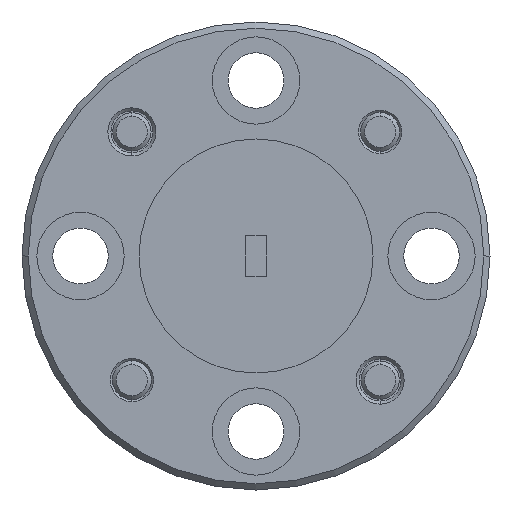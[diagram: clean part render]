
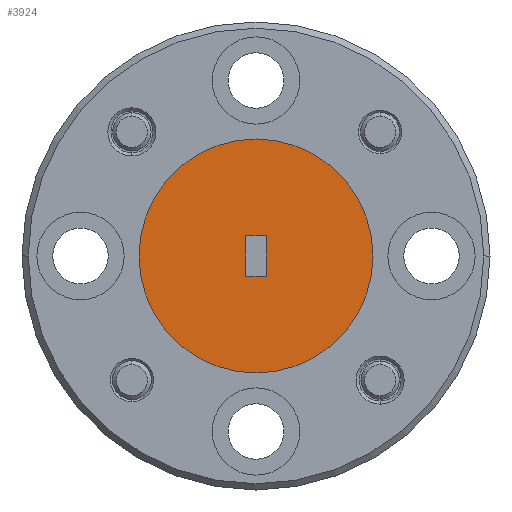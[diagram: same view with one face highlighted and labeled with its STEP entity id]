
A CAD part, left-side view. The second image highlights one B-rep face of the part: STEP entity #3924.
In plain terms, the highlighted planar face has unit normal (-1, 0, 0).
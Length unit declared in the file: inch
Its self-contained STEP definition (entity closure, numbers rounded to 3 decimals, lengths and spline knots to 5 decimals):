
#84 = DIRECTION ( 'NONE',  ( 1., 0., 0. ) ) ;
#270 = ORIENTED_EDGE ( 'NONE', *, *, #3505, .F. ) ;
#359 = EDGE_CURVE ( 'NONE', #1150, #3667, #3896, .T. ) ;
#368 = EDGE_CURVE ( 'NONE', #1242, #1150, #1658, .T. ) ;
#382 = EDGE_LOOP ( 'NONE', ( #2924, #868 ) ) ;
#507 = CIRCLE ( 'NONE', #1653, 0.1875 ) ;
#584 = CARTESIAN_POINT ( 'NONE',  ( -1.87622, 0.72426, 0.25562 ) ) ;
#691 = DIRECTION ( 'NONE',  ( 0., 0., 1. ) ) ;
#753 = CARTESIAN_POINT ( 'NONE',  ( -1.87622, 0.75676, 0.19062 ) ) ;
#868 = ORIENTED_EDGE ( 'NONE', *, *, #1016, .T. ) ;
#933 = ORIENTED_EDGE ( 'NONE', *, *, #1302, .F. ) ;
#957 = CARTESIAN_POINT ( 'NONE',  ( -1.87622, 0.75676, 0.19062 ) ) ;
#1016 = EDGE_CURVE ( 'NONE', #3407, #2972, #507, .T. ) ;
#1053 = CIRCLE ( 'NONE', #3644, 0.1875 ) ;
#1057 = CARTESIAN_POINT ( 'NONE',  ( -1.87622, 0.74051, 0.22312 ) ) ;
#1105 = LINE ( 'NONE', #1599, #3771 ) ;
#1150 = VERTEX_POINT ( 'NONE', #584 ) ;
#1189 = LINE ( 'NONE', #957, #3581 ) ;
#1242 = VERTEX_POINT ( 'NONE', #3381 ) ;
#1257 = DIRECTION ( 'NONE',  ( 0., 1., 0. ) ) ;
#1302 = EDGE_CURVE ( 'NONE', #3619, #1242, #1105, .T. ) ;
#1337 = DIRECTION ( 'NONE',  ( 0., -1., 0. ) ) ;
#1384 = EDGE_CURVE ( 'NONE', #2972, #3407, #1053, .T. ) ;
#1599 = CARTESIAN_POINT ( 'NONE',  ( -1.87622, 0.75676, 0.19062 ) ) ;
#1602 = DIRECTION ( 'NONE',  ( 0., 0., -1. ) ) ;
#1610 = ORIENTED_EDGE ( 'NONE', *, *, #368, .F. ) ;
#1653 = AXIS2_PLACEMENT_3D ( 'NONE', #3860, #1731, #3592 ) ;
#1658 = LINE ( 'NONE', #2511, #3079 ) ;
#1731 = DIRECTION ( 'NONE',  ( -1., 0., 0. ) ) ;
#1862 = DIRECTION ( 'NONE',  ( 0., -1., 0. ) ) ;
#1914 = PLANE ( 'NONE',  #3728 ) ;
#1966 = DIRECTION ( 'NONE',  ( -1., 0., 0. ) ) ;
#2136 = FACE_BOUND ( 'NONE', #3835, .T. ) ;
#2202 = DIRECTION ( 'NONE',  ( 0., 1., 0. ) ) ;
#2511 = CARTESIAN_POINT ( 'NONE',  ( -1.87622, 0.72426, 0.19062 ) ) ;
#2762 = CARTESIAN_POINT ( 'NONE',  ( -1.87622, 0.74051, 0.22312 ) ) ;
#2924 = ORIENTED_EDGE ( 'NONE', *, *, #1384, .T. ) ;
#2972 = VERTEX_POINT ( 'NONE', #3399 ) ;
#3024 = CARTESIAN_POINT ( 'NONE',  ( -1.87622, 0.92801, 0.22312 ) ) ;
#3079 = VECTOR ( 'NONE', #691, 39.37008 ) ;
#3211 = FACE_OUTER_BOUND ( 'NONE', #382, .T. ) ;
#3310 = CARTESIAN_POINT ( 'NONE',  ( -1.87622, 0.75676, 0.25562 ) ) ;
#3381 = CARTESIAN_POINT ( 'NONE',  ( -1.87622, 0.72426, 0.19062 ) ) ;
#3399 = CARTESIAN_POINT ( 'NONE',  ( -1.87622, 0.55301, 0.22312 ) ) ;
#3407 = VERTEX_POINT ( 'NONE', #3024 ) ;
#3505 = EDGE_CURVE ( 'NONE', #3667, #3619, #1189, .T. ) ;
#3513 = ORIENTED_EDGE ( 'NONE', *, *, #359, .F. ) ;
#3581 = VECTOR ( 'NONE', #1602, 39.37008 ) ;
#3592 = DIRECTION ( 'NONE',  ( 0., -1., 0. ) ) ;
#3619 = VERTEX_POINT ( 'NONE', #753 ) ;
#3644 = AXIS2_PLACEMENT_3D ( 'NONE', #1057, #1966, #1337 ) ;
#3667 = VERTEX_POINT ( 'NONE', #3310 ) ;
#3728 = AXIS2_PLACEMENT_3D ( 'NONE', #2762, #84, #1257 ) ;
#3734 = CARTESIAN_POINT ( 'NONE',  ( -1.87622, 0.75676, 0.25562 ) ) ;
#3771 = VECTOR ( 'NONE', #1862, 39.37008 ) ;
#3799 = VECTOR ( 'NONE', #2202, 39.37008 ) ;
#3835 = EDGE_LOOP ( 'NONE', ( #270, #3513, #1610, #933 ) ) ;
#3860 = CARTESIAN_POINT ( 'NONE',  ( -1.87622, 0.74051, 0.22312 ) ) ;
#3896 = LINE ( 'NONE', #3734, #3799 ) ;
#3924 = ADVANCED_FACE ( 'NONE', ( #3211, #2136 ), #1914, .F. ) ;
